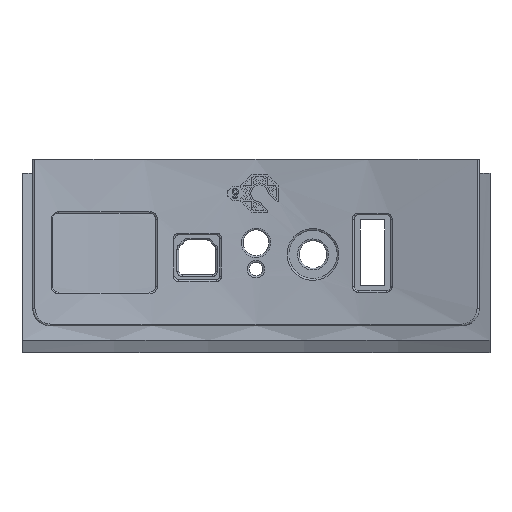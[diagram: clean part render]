
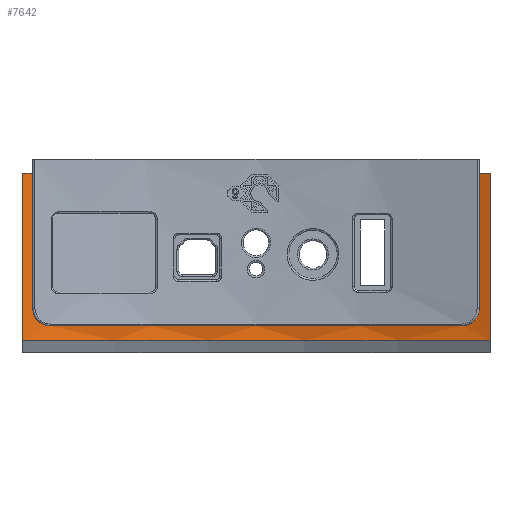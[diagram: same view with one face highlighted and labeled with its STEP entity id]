
A CAD part, front view. The second image highlights one B-rep face of the part: STEP entity #7642.
In plain terms, the highlighted cylindrical face has radius 202.75 mm (diameter 405.5 mm), a partial arc.
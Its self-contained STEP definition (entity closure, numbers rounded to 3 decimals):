
#841=LINE('',#25195,#1345);
#844=LINE('',#25212,#1348);
#846=LINE('',#25242,#1350);
#848=LINE('',#25245,#1352);
#1345=VECTOR('',#9854,10.);
#1348=VECTOR('',#9861,10.);
#1350=VECTOR('',#9877,10.);
#1352=VECTOR('',#9881,10.);
#1438=CYLINDRICAL_SURFACE('',#8234,202.75);
#1867=FACE_OUTER_BOUND('',#2330,.T.);
#2330=EDGE_LOOP('',(#7032,#7033,#7034,#7035,#7036,#7037,#7038,#7039,#7040,
#7041));
#2670=B_SPLINE_CURVE_WITH_KNOTS('',3,(#25200,#25201,#25202,#25203,#25204,
#25205,#25206,#25207,#25208,#25209),.UNSPECIFIED.,.F.,.F.,(4,2,2,2,4),(0.77,
0.968,1.166,1.354,1.542),
 .UNSPECIFIED.);
#2671=B_SPLINE_CURVE_WITH_KNOTS('',3,(#25216,#25217,#25218,#25219,#25220,
#25221,#25222,#25223,#25224,#25225),.UNSPECIFIED.,.F.,.F.,(4,2,2,2,4),(1.542,
1.73,1.918,2.116,2.314),
 .UNSPECIFIED.);
#2845=CIRCLE('',#8179,202.75);
#2851=CIRCLE('',#8185,202.75);
#2859=CIRCLE('',#8229,202.75);
#2861=CIRCLE('',#8232,202.75);
#3560=VERTEX_POINT('',#24886);
#3561=VERTEX_POINT('',#24888);
#3575=VERTEX_POINT('',#24920);
#3576=VERTEX_POINT('',#24922);
#3596=VERTEX_POINT('',#25193);
#3597=VERTEX_POINT('',#25197);
#3598=VERTEX_POINT('',#25199);
#3599=VERTEX_POINT('',#25214);
#3600=VERTEX_POINT('',#25229);
#3603=VERTEX_POINT('',#25236);
#4668=EDGE_CURVE('',#3560,#3561,#2845,.T.);
#4687=EDGE_CURVE('',#3575,#3576,#2851,.T.);
#4737=EDGE_CURVE('',#3560,#3596,#841,.T.);
#4739=EDGE_CURVE('',#3597,#3598,#2670,.F.);
#4741=EDGE_CURVE('',#3576,#3597,#844,.T.);
#4743=EDGE_CURVE('',#3599,#3596,#2671,.F.);
#4744=EDGE_CURVE('',#3598,#3599,#2859,.T.);
#4748=EDGE_CURVE('',#3603,#3600,#2861,.T.);
#4749=EDGE_CURVE('',#3575,#3600,#846,.T.);
#4751=EDGE_CURVE('',#3561,#3603,#848,.T.);
#7032=ORIENTED_EDGE('',*,*,#4741,.F.);
#7033=ORIENTED_EDGE('',*,*,#4687,.F.);
#7034=ORIENTED_EDGE('',*,*,#4749,.T.);
#7035=ORIENTED_EDGE('',*,*,#4748,.F.);
#7036=ORIENTED_EDGE('',*,*,#4751,.F.);
#7037=ORIENTED_EDGE('',*,*,#4668,.F.);
#7038=ORIENTED_EDGE('',*,*,#4737,.T.);
#7039=ORIENTED_EDGE('',*,*,#4743,.F.);
#7040=ORIENTED_EDGE('',*,*,#4744,.F.);
#7041=ORIENTED_EDGE('',*,*,#4739,.F.);
#7642=ADVANCED_FACE('',(#1867),#1438,.F.);
#8179=AXIS2_PLACEMENT_3D('',#24889,#9717,#9718);
#8185=AXIS2_PLACEMENT_3D('',#24923,#9742,#9743);
#8229=AXIS2_PLACEMENT_3D('',#25227,#9867,#9868);
#8232=AXIS2_PLACEMENT_3D('',#25240,#9873,#9874);
#8234=AXIS2_PLACEMENT_3D('',#25244,#9879,#9880);
#9717=DIRECTION('center_axis',(0.,0.,-1.));
#9718=DIRECTION('ref_axis',(-0.334,-0.943,0.));
#9742=DIRECTION('center_axis',(0.,0.,-1.));
#9743=DIRECTION('ref_axis',(0.319,-0.948,0.));
#9854=DIRECTION('',(0.,0.,-1.));
#9861=DIRECTION('',(0.,0.,-1.));
#9867=DIRECTION('center_axis',(0.,0.,-1.));
#9868=DIRECTION('ref_axis',(-0.334,0.943,0.));
#9873=DIRECTION('center_axis',(0.,0.,1.));
#9874=DIRECTION('ref_axis',(0.334,0.943,0.));
#9877=DIRECTION('',(0.,0.,-1.));
#9879=DIRECTION('center_axis',(0.,0.,-1.));
#9880=DIRECTION('ref_axis',(-0.334,-0.943,0.));
#9881=DIRECTION('',(0.,0.,-1.));
#24886=CARTESIAN_POINT('',(64.65,-33.148,0.));
#24888=CARTESIAN_POINT('',(67.75,-34.219,0.));
#24889=CARTESIAN_POINT('Origin',(0.,-225.314,
0.));
#24920=CARTESIAN_POINT('',(-67.75,-34.219,0.));
#24922=CARTESIAN_POINT('',(-64.65,-33.148,0.));
#24923=CARTESIAN_POINT('Origin',(0.,-225.314,
0.));
#25193=CARTESIAN_POINT('',(64.65,-33.148,-39.15));
#25195=CARTESIAN_POINT('',(64.65,-33.148,0.));
#25197=CARTESIAN_POINT('',(-64.65,-33.148,-39.15));
#25199=CARTESIAN_POINT('',(-59.65,-31.537,-44.15));
#25200=CARTESIAN_POINT('Ctrl Pts',(-59.65,-31.537,-44.15));
#25201=CARTESIAN_POINT('Ctrl Pts',(-60.281,-31.732,
-44.15));
#25202=CARTESIAN_POINT('Ctrl Pts',(-60.955,-31.943,
-44.023));
#25203=CARTESIAN_POINT('Ctrl Pts',(-62.199,-32.34,
-43.504));
#25204=CARTESIAN_POINT('Ctrl Pts',(-62.769,-32.525,
-43.111));
#25205=CARTESIAN_POINT('Ctrl Pts',(-63.647,-32.813,-42.215));
#25206=CARTESIAN_POINT('Ctrl Pts',(-64.023,-32.938,-41.662));
#25207=CARTESIAN_POINT('Ctrl Pts',(-64.525,-33.106,
-40.442));
#25208=CARTESIAN_POINT('Ctrl Pts',(-64.65,-33.148,-39.777));
#25209=CARTESIAN_POINT('Ctrl Pts',(-64.65,-33.148,-39.15));
#25212=CARTESIAN_POINT('',(-64.65,-33.148,0.));
#25214=CARTESIAN_POINT('',(59.65,-31.537,-44.15));
#25216=CARTESIAN_POINT('Ctrl Pts',(64.65,-33.148,-39.15));
#25217=CARTESIAN_POINT('Ctrl Pts',(64.65,-33.148,-39.777));
#25218=CARTESIAN_POINT('Ctrl Pts',(64.525,-33.106,-40.442));
#25219=CARTESIAN_POINT('Ctrl Pts',(64.023,-32.938,-41.662));
#25220=CARTESIAN_POINT('Ctrl Pts',(63.647,-32.813,-42.215));
#25221=CARTESIAN_POINT('Ctrl Pts',(62.769,-32.525,-43.111));
#25222=CARTESIAN_POINT('Ctrl Pts',(62.199,-32.34,-43.504));
#25223=CARTESIAN_POINT('Ctrl Pts',(60.955,-31.943,-44.023));
#25224=CARTESIAN_POINT('Ctrl Pts',(60.281,-31.732,-44.15));
#25225=CARTESIAN_POINT('Ctrl Pts',(59.65,-31.537,-44.15));
#25227=CARTESIAN_POINT('Origin',(0.,-225.314,
-44.15));
#25229=CARTESIAN_POINT('',(-67.75,-34.219,-48.4));
#25236=CARTESIAN_POINT('',(67.75,-34.219,-48.4));
#25240=CARTESIAN_POINT('Origin',(0.,-225.314,
-48.4));
#25242=CARTESIAN_POINT('',(-67.75,-34.219,0.));
#25244=CARTESIAN_POINT('Origin',(0.,-225.314,
0.));
#25245=CARTESIAN_POINT('',(67.75,-34.219,0.));
